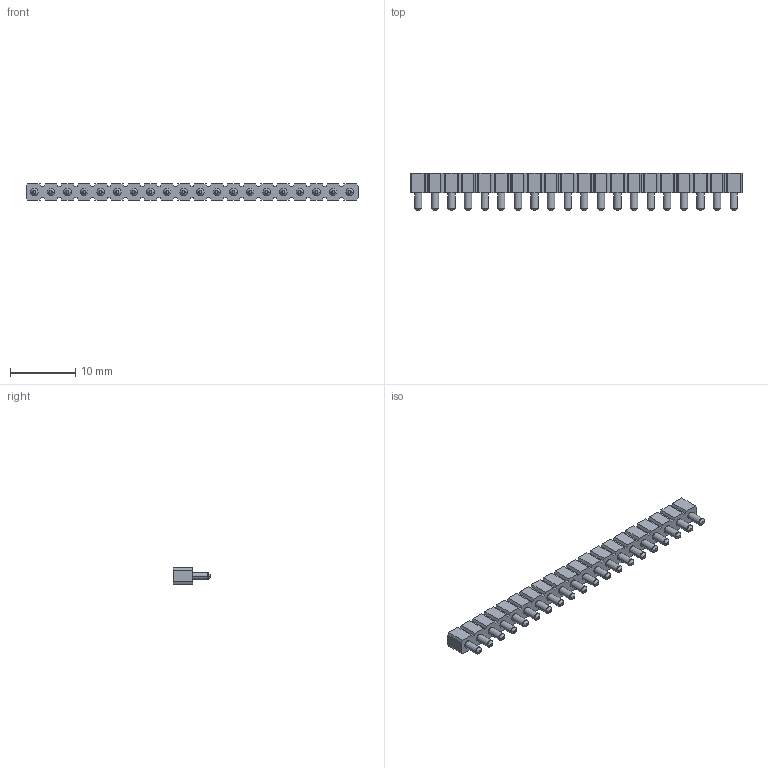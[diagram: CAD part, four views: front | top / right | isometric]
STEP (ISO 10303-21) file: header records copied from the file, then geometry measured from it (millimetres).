
FILE_DESCRIPTION(('STEP AP214'),'1');
FILE_NAME('pcb_connector_801-87-020-10-268101.stp','2016-05-30T23:25:49',('TraceParts'),('TraceParts S.A.'),'Spatial InterOp 3D',' ',' ');
FILE_SCHEMA(('automotive_design'));
Length unit declared in the file: millimetre
Products named in the file (1): 1
Bounding box: 50.8 x 5.7 x 2.54 mm (x, y, z)
Volume: 312.3 mm3; surface area: 1332.8 mm2
Topology: 1 solids, 1 shells, 862 faces, 2040 edges, 1220 vertices
Faces by surface type: cone 320, plane 222, cylinder 200, torus 120
Entity records: 31416 total; most frequent: DIRECTION 4726, CARTESIAN_POINT 4083, ORIENTED_EDGE 4000, EDGE_CURVE 2000, AXIS2_PLACEMENT_3D 1863, VERTEX_POINT 1220, LINE 1000, CIRCLE 1000
